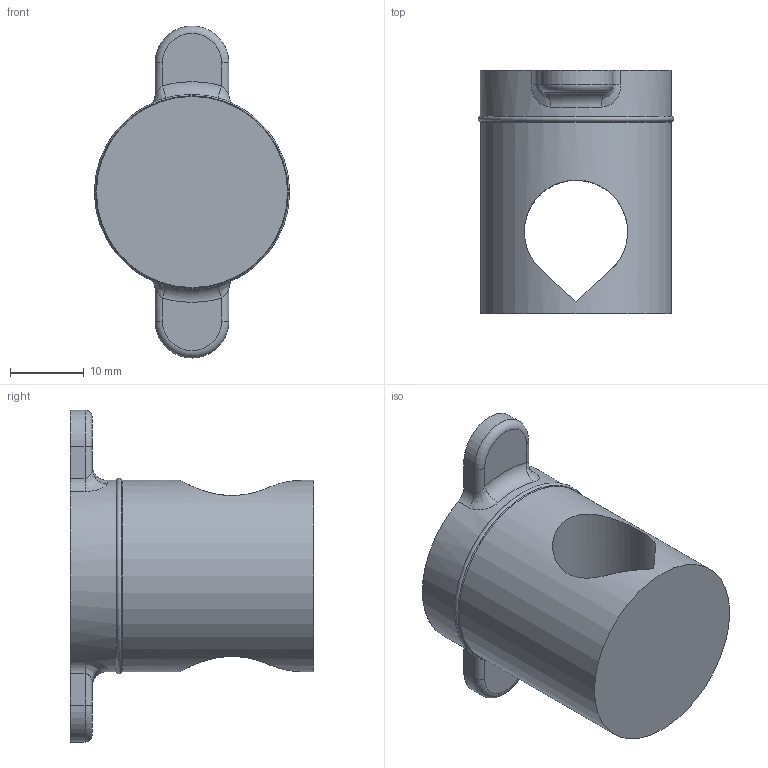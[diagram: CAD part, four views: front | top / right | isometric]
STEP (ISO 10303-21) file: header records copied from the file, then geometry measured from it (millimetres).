
FILE_DESCRIPTION(/* description */ (''),/* implementation_level */ '2;1');
FILE_NAME(/* name */ 'Cylinder Valve stopper v13.step',/* time_stamp */ '2020-03-30T18:20:00-04:00',/* author */ (''),/* organization */ (''),/* preprocessor_version */ 'ST-DEVELOPER v18',/* originating_system */ 'Autodesk Translation Framework v8.12.0.6',/* authorisation */ '');
FILE_SCHEMA (('AUTOMOTIVE_DESIGN { 1 0 10303 214 3 1 1 }'));
Length unit declared in the file: millimetre
Products named in the file (1): Cylinder Valve stopper
Bounding box: 26.48 x 33 x 45 mm (x, y, z)
Volume: 13903 mm3; surface area: 4951.5 mm2
Topology: 1 solids, 1 shells, 33 faces, 83 edges, 52 vertices
Faces by surface type: cylinder 13, plane 10, torus 5, bspline 4, cone 1
Full cylindrical faces by diameter (mm): 25.92 x2
Entity records: 1221 total; most frequent: CARTESIAN_POINT 385, DIRECTION 176, ORIENTED_EDGE 166, EDGE_CURVE 83, AXIS2_PLACEMENT_3D 73, VERTEX_POINT 52, CIRCLE 39, EDGE_LOOP 35
